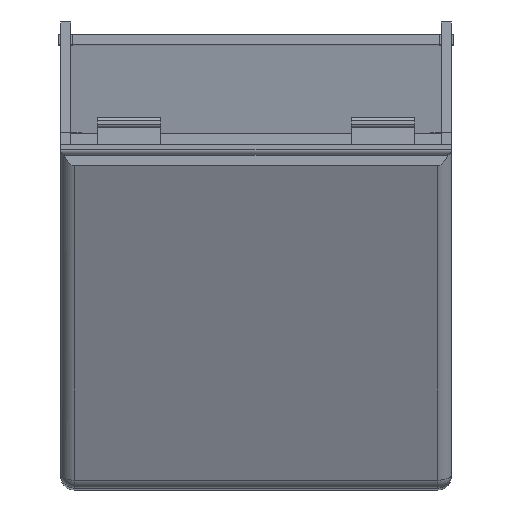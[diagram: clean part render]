
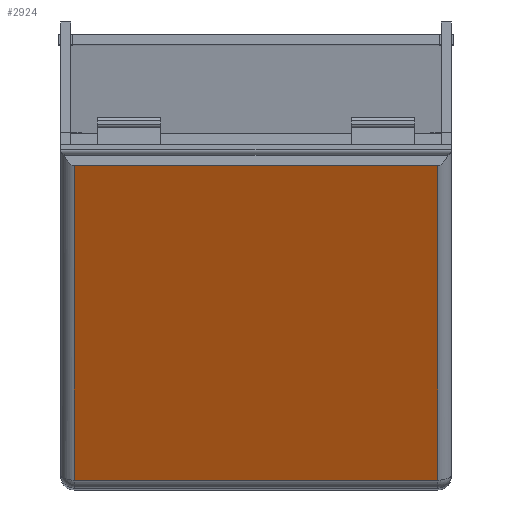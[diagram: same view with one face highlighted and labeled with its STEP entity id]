
A CAD part, top view. The second image highlights one B-rep face of the part: STEP entity #2924.
In plain terms, the highlighted planar face has unit normal (0, -0.424, 0.906).
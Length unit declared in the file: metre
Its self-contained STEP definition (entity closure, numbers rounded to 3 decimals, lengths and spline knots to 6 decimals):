
#684=ORIENTED_EDGE('',*,*,#1254,.T.);
#685=ORIENTED_EDGE('',*,*,#1255,.T.);
#686=ORIENTED_EDGE('',*,*,#1213,.F.);
#687=ORIENTED_EDGE('',*,*,#1256,.T.);
#1213=EDGE_CURVE('',#1543,#1544,#1885,.T.);
#1254=EDGE_CURVE('',#1571,#1572,#1908,.F.);
#1255=EDGE_CURVE('',#1572,#1544,#1909,.F.);
#1256=EDGE_CURVE('',#1543,#1571,#1910,.F.);
#1543=VERTEX_POINT('',#4562);
#1544=VERTEX_POINT('',#4563);
#1571=VERTEX_POINT('',#4648);
#1572=VERTEX_POINT('',#4649);
#1885=LINE('',#4561,#2233);
#1908=LINE('',#4647,#2256);
#1909=LINE('',#4650,#2257);
#1910=LINE('',#4651,#2258);
#2233=VECTOR('',#3686,1.);
#2256=VECTOR('',#3763,1.);
#2257=VECTOR('',#3764,1.);
#2258=VECTOR('',#3765,1.);
#2432=EDGE_LOOP('',(#684,#685,#686,#687));
#2632=FACE_BOUND('',#2432,.T.);
#2803=PLANE('',#3134);
#2924=ADVANCED_FACE('',(#2632),#2803,.F.);
#3134=AXIS2_PLACEMENT_3D('',#4646,#3761,#3762);
#3686=DIRECTION('',(1.,0.,0.));
#3761=DIRECTION('',(0.,0.424,-0.906));
#3762=DIRECTION('',(1.,0.,0.));
#3763=DIRECTION('',(-1.,0.,0.));
#3764=DIRECTION('',(0.,-0.906,-0.424));
#3765=DIRECTION('',(0.,0.906,0.424));
#4561=CARTESIAN_POINT('',(0.,-0.021,-0.02135));
#4562=CARTESIAN_POINT('',(-0.0265,-0.021,-0.02135));
#4563=CARTESIAN_POINT('',(0.0265,-0.021,-0.02135));
#4646=CARTESIAN_POINT('',(0.,-0.021,-0.02135));
#4647=CARTESIAN_POINT('',(0.,-0.066848,-0.042811));
#4648=CARTESIAN_POINT('',(-0.0265,-0.066848,-0.042811));
#4649=CARTESIAN_POINT('',(0.0265,-0.066848,-0.042811));
#4650=CARTESIAN_POINT('',(0.0265,-0.021,-0.02135));
#4651=CARTESIAN_POINT('',(-0.0265,-0.068,-0.04335));
